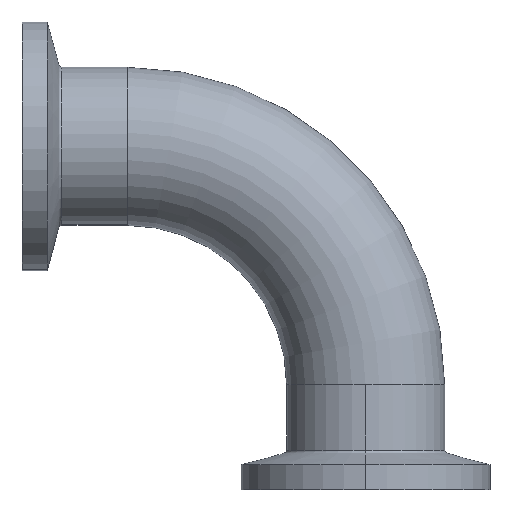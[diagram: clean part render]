
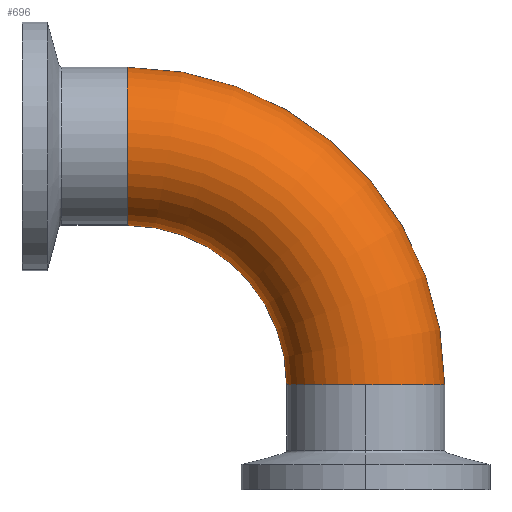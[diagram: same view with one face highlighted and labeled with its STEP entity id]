
A CAD part, left-side view. The second image highlights one B-rep face of the part: STEP entity #696.
In plain terms, the highlighted toroidal (fillet/blend) face has major radius 28.702 mm and minor radius 9.525 mm.
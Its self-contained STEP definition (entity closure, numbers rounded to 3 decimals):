
#1 = DIRECTION ( 'NONE',  ( 1., 0., 0. ) ) ;
#14 = DIRECTION ( 'NONE',  ( 0., 0., -1. ) ) ;
#43 = CARTESIAN_POINT ( 'NONE',  ( 0., 28.702, 0. ) ) ;
#80 = AXIS2_PLACEMENT_3D ( 'NONE', #43, #776, #390 ) ;
#89 = CIRCLE ( 'NONE', #625, 9.525 ) ;
#93 = DIRECTION ( 'NONE',  ( 1., 0., 0. ) ) ;
#118 = FACE_OUTER_BOUND ( 'NONE', #142, .T. ) ;
#125 = ORIENTED_EDGE ( 'NONE', *, *, #753, .F. ) ;
#129 = TOROIDAL_SURFACE ( 'NONE', #80, 28.702, 9.525 ) ;
#132 = ORIENTED_EDGE ( 'NONE', *, *, #575, .T. ) ;
#142 = EDGE_LOOP ( 'NONE', ( #452, #125, #132, #787 ) ) ;
#167 = CARTESIAN_POINT ( 'NONE',  ( 0., 28.702, 38.227 ) ) ;
#179 = DIRECTION ( 'NONE',  ( 0., 0., -1. ) ) ;
#223 = EDGE_CURVE ( 'NONE', #592, #368, #366, .T. ) ;
#271 = CIRCLE ( 'NONE', #301, 19.177 ) ;
#292 = CARTESIAN_POINT ( 'NONE',  ( 0., -9.525, 0. ) ) ;
#301 = AXIS2_PLACEMENT_3D ( 'NONE', #613, #93, #179 ) ;
#366 = CIRCLE ( 'NONE', #462, 9.525 ) ;
#368 = VERTEX_POINT ( 'NONE', #292 ) ;
#379 = CARTESIAN_POINT ( 'NONE',  ( 0., 0., 0. ) ) ;
#390 = DIRECTION ( 'NONE',  ( 0., 0., -1. ) ) ;
#391 = EDGE_CURVE ( 'NONE', #542, #368, #721, .T. ) ;
#431 = CARTESIAN_POINT ( 'NONE',  ( 0., 9.525, 0. ) ) ;
#432 = DIRECTION ( 'NONE',  ( 1., 0., 0. ) ) ;
#452 = ORIENTED_EDGE ( 'NONE', *, *, #391, .F. ) ;
#460 = VERTEX_POINT ( 'NONE', #469 ) ;
#462 = AXIS2_PLACEMENT_3D ( 'NONE', #379, #818, #432 ) ;
#463 = AXIS2_PLACEMENT_3D ( 'NONE', #734, #541, #14 ) ;
#469 = CARTESIAN_POINT ( 'NONE',  ( 0., 28.702, 19.177 ) ) ;
#541 = DIRECTION ( 'NONE',  ( 1., 0., 0. ) ) ;
#542 = VERTEX_POINT ( 'NONE', #167 ) ;
#575 = EDGE_CURVE ( 'NONE', #460, #592, #271, .T. ) ;
#592 = VERTEX_POINT ( 'NONE', #431 ) ;
#613 = CARTESIAN_POINT ( 'NONE',  ( 0., 28.702, 0. ) ) ;
#625 = AXIS2_PLACEMENT_3D ( 'NONE', #649, #837, #1 ) ;
#649 = CARTESIAN_POINT ( 'NONE',  ( 0., 28.702, 28.702 ) ) ;
#696 = ADVANCED_FACE ( 'NONE', ( #118 ), #129, .T. ) ;
#721 = CIRCLE ( 'NONE', #463, 38.227 ) ;
#734 = CARTESIAN_POINT ( 'NONE',  ( 0., 28.702, 0. ) ) ;
#753 = EDGE_CURVE ( 'NONE', #460, #542, #89, .T. ) ;
#776 = DIRECTION ( 'NONE',  ( 1., 0., 0. ) ) ;
#787 = ORIENTED_EDGE ( 'NONE', *, *, #223, .T. ) ;
#818 = DIRECTION ( 'NONE',  ( 0., 0., 1. ) ) ;
#837 = DIRECTION ( 'NONE',  ( 0., 1., 0. ) ) ;
